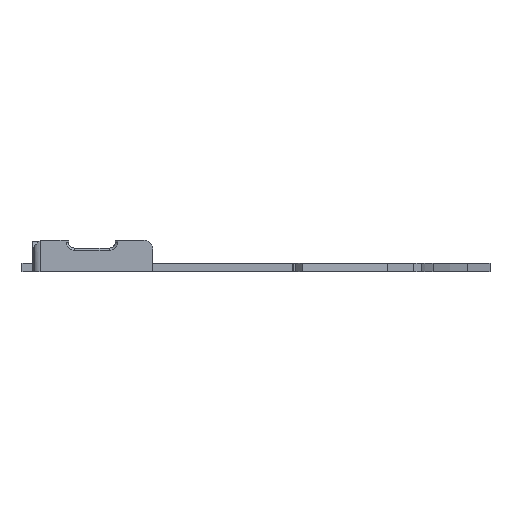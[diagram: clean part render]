
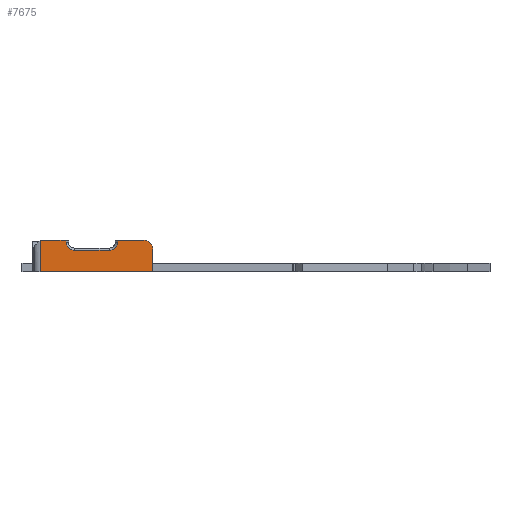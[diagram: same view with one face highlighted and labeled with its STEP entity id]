
A CAD part, left-side view. The second image highlights one B-rep face of the part: STEP entity #7675.
In plain terms, the highlighted planar face has unit normal (-1, 0, 0).
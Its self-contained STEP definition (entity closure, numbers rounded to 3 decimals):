
#20 = DIRECTION ( 'NONE',  ( 0., 0., 1. ) ) ;
#436 = DIRECTION ( 'NONE',  ( 0., -1., 0. ) ) ;
#444 = VERTEX_POINT ( 'NONE', #3239 ) ;
#804 = CIRCLE ( 'NONE', #30680, 1.7 ) ;
#1414 = CARTESIAN_POINT ( 'NONE',  ( 28.638, -49.155, 4.195 ) ) ;
#1879 = EDGE_CURVE ( 'NONE', #24428, #29692, #4231, .T. ) ;
#2427 = VERTEX_POINT ( 'NONE', #23553 ) ;
#2896 = CIRCLE ( 'NONE', #15578, 1.7 ) ;
#2918 = ORIENTED_EDGE ( 'NONE', *, *, #1879, .T. ) ;
#3239 = CARTESIAN_POINT ( 'NONE',  ( 28.638, -71.9, 2.395 ) ) ;
#3781 = DIRECTION ( 'NONE',  ( 0., 0.826, -0.563 ) ) ;
#4084 = DIRECTION ( 'NONE',  ( 0., 1., 0. ) ) ;
#4185 = DIRECTION ( 'NONE',  ( 0., -1., 0. ) ) ;
#4231 = LINE ( 'NONE', #30558, #18661 ) ;
#4534 = VECTOR ( 'NONE', #4084, 1000. ) ;
#4823 = CARTESIAN_POINT ( 'NONE',  ( 28.638, -54.4, 3.81 ) ) ;
#5439 = EDGE_CURVE ( 'NONE', #10550, #26877, #33632, .T. ) ;
#5901 = DIRECTION ( 'NONE',  ( -1., 0., 0. ) ) ;
#6207 = DIRECTION ( 'NONE',  ( 0., 0., -1. ) ) ;
#6230 = EDGE_CURVE ( 'NONE', #444, #26877, #9751, .T. ) ;
#6381 = LINE ( 'NONE', #14184, #11972 ) ;
#6678 = LINE ( 'NONE', #11884, #4534 ) ;
#6758 = EDGE_LOOP ( 'NONE', ( #2918, #26828, #7860, #13851, #30019, #24607, #9900, #14392, #27178, #12970, #20657, #17840 ) ) ;
#7076 = CARTESIAN_POINT ( 'NONE',  ( 28.638, -64.8, 3.81 ) ) ;
#7403 = VERTEX_POINT ( 'NONE', #29303 ) ;
#7675 = ADVANCED_FACE ( 'NONE', ( #18159 ), #17987, .T. ) ;
#7860 = ORIENTED_EDGE ( 'NONE', *, *, #22394, .F. ) ;
#7950 = VERTEX_POINT ( 'NONE', #7076 ) ;
#8099 = AXIS2_PLACEMENT_3D ( 'NONE', #29634, #5901, #21137 ) ;
#8723 = EDGE_CURVE ( 'NONE', #9192, #18209, #2896, .T. ) ;
#9192 = VERTEX_POINT ( 'NONE', #4823 ) ;
#9312 = CARTESIAN_POINT ( 'NONE',  ( 28.638, -47.969, 3.309 ) ) ;
#9751 = CIRCLE ( 'NONE', #8099, 1.8 ) ;
#9900 = ORIENTED_EDGE ( 'NONE', *, *, #25080, .F. ) ;
#10217 = DIRECTION ( 'NONE',  ( -1., 0., 0. ) ) ;
#10509 = EDGE_CURVE ( 'NONE', #2427, #29692, #6678, .T. ) ;
#10550 = VERTEX_POINT ( 'NONE', #17228 ) ;
#10556 = DIRECTION ( 'NONE',  ( 0., 1., 0. ) ) ;
#10582 = LINE ( 'NONE', #15937, #26132 ) ;
#11884 = CARTESIAN_POINT ( 'NONE',  ( 28.638, -71.9, -2.2 ) ) ;
#11972 = VECTOR ( 'NONE', #6207, 1000. ) ;
#11992 = VECTOR ( 'NONE', #4185, 1000. ) ;
#11998 = DIRECTION ( 'NONE',  ( 0., 0., -1. ) ) ;
#12219 = AXIS2_PLACEMENT_3D ( 'NONE', #23372, #33628, #12485 ) ;
#12485 = DIRECTION ( 'NONE',  ( 0., 0., 1. ) ) ;
#12970 = ORIENTED_EDGE ( 'NONE', *, *, #14743, .F. ) ;
#13432 = VECTOR ( 'NONE', #20191, 1000. ) ;
#13606 = LINE ( 'NONE', #24164, #14632 ) ;
#13851 = ORIENTED_EDGE ( 'NONE', *, *, #6230, .T. ) ;
#14184 = CARTESIAN_POINT ( 'NONE',  ( 28.638, -54.4, 1.655 ) ) ;
#14392 = ORIENTED_EDGE ( 'NONE', *, *, #15255, .F. ) ;
#14589 = CARTESIAN_POINT ( 'NONE',  ( 28.638, -71.9, -2. ) ) ;
#14632 = VECTOR ( 'NONE', #436, 1000. ) ;
#14743 = EDGE_CURVE ( 'NONE', #33490, #9192, #6381, .T. ) ;
#14755 = LINE ( 'NONE', #14589, #28910 ) ;
#15230 = CARTESIAN_POINT ( 'NONE',  ( 28.638, -56.1, 2.11 ) ) ;
#15255 = EDGE_CURVE ( 'NONE', #18209, #22814, #33880, .T. ) ;
#15578 = AXIS2_PLACEMENT_3D ( 'NONE', #31022, #10217, #10556 ) ;
#15937 = CARTESIAN_POINT ( 'NONE',  ( 28.638, -64.8, 2.24 ) ) ;
#16927 = EDGE_CURVE ( 'NONE', #7950, #10550, #10582, .T. ) ;
#17228 = CARTESIAN_POINT ( 'NONE',  ( 28.638, -64.8, 4.195 ) ) ;
#17642 = CARTESIAN_POINT ( 'NONE',  ( 28.638, -54.4, 4.195 ) ) ;
#17840 = ORIENTED_EDGE ( 'NONE', *, *, #33748, .T. ) ;
#17987 = PLANE ( 'NONE',  #12219 ) ;
#18159 = FACE_OUTER_BOUND ( 'NONE', #6758, .T. ) ;
#18209 = VERTEX_POINT ( 'NONE', #15230 ) ;
#18661 = VECTOR ( 'NONE', #19452, 1000. ) ;
#19452 = DIRECTION ( 'NONE',  ( 0., 0., -1. ) ) ;
#20191 = DIRECTION ( 'NONE',  ( 0., -1., 0. ) ) ;
#20657 = ORIENTED_EDGE ( 'NONE', *, *, #24687, .F. ) ;
#21137 = DIRECTION ( 'NONE',  ( 0., -1., 0. ) ) ;
#22337 = DIRECTION ( 'NONE',  ( 0., 0., -1. ) ) ;
#22394 = EDGE_CURVE ( 'NONE', #444, #2427, #14755, .T. ) ;
#22814 = VERTEX_POINT ( 'NONE', #28396 ) ;
#22966 = CARTESIAN_POINT ( 'NONE',  ( 28.638, -55.378, 2.11 ) ) ;
#23372 = CARTESIAN_POINT ( 'NONE',  ( 28.638, -71.9, -2. ) ) ;
#23553 = CARTESIAN_POINT ( 'NONE',  ( 28.638, -71.9, -2.2 ) ) ;
#23938 = CARTESIAN_POINT ( 'NONE',  ( 28.638, -63.1, 3.81 ) ) ;
#23999 = CARTESIAN_POINT ( 'NONE',  ( 28.638, -70.1, 4.195 ) ) ;
#24164 = CARTESIAN_POINT ( 'NONE',  ( 28.638, -49.155, 4.195 ) ) ;
#24382 = CARTESIAN_POINT ( 'NONE',  ( 28.638, -49.155, -2.2 ) ) ;
#24428 = VERTEX_POINT ( 'NONE', #33229 ) ;
#24607 = ORIENTED_EDGE ( 'NONE', *, *, #16927, .F. ) ;
#24687 = EDGE_CURVE ( 'NONE', #7403, #33490, #13606, .T. ) ;
#25080 = EDGE_CURVE ( 'NONE', #22814, #7950, #804, .T. ) ;
#26132 = VECTOR ( 'NONE', #20, 1000. ) ;
#26297 = VECTOR ( 'NONE', #3781, 1000. ) ;
#26828 = ORIENTED_EDGE ( 'NONE', *, *, #10509, .F. ) ;
#26877 = VERTEX_POINT ( 'NONE', #23999 ) ;
#27178 = ORIENTED_EDGE ( 'NONE', *, *, #8723, .F. ) ;
#27336 = LINE ( 'NONE', #9312, #26297 ) ;
#28396 = CARTESIAN_POINT ( 'NONE',  ( 28.638, -63.1, 2.11 ) ) ;
#28910 = VECTOR ( 'NONE', #11998, 1000. ) ;
#29154 = DIRECTION ( 'NONE',  ( -1., 0., 0. ) ) ;
#29303 = CARTESIAN_POINT ( 'NONE',  ( 28.638, -49.269, 4.195 ) ) ;
#29634 = CARTESIAN_POINT ( 'NONE',  ( 28.638, -70.1, 2.395 ) ) ;
#29692 = VERTEX_POINT ( 'NONE', #24382 ) ;
#30019 = ORIENTED_EDGE ( 'NONE', *, *, #5439, .F. ) ;
#30558 = CARTESIAN_POINT ( 'NONE',  ( 28.638, -49.155, -2. ) ) ;
#30680 = AXIS2_PLACEMENT_3D ( 'NONE', #23938, #29154, #22337 ) ;
#31022 = CARTESIAN_POINT ( 'NONE',  ( 28.638, -56.1, 3.81 ) ) ;
#33229 = CARTESIAN_POINT ( 'NONE',  ( 28.638, -49.155, 4.117 ) ) ;
#33490 = VERTEX_POINT ( 'NONE', #17642 ) ;
#33628 = DIRECTION ( 'NONE',  ( -1., 0., 0. ) ) ;
#33632 = LINE ( 'NONE', #1414, #11992 ) ;
#33748 = EDGE_CURVE ( 'NONE', #7403, #24428, #27336, .T. ) ;
#33880 = LINE ( 'NONE', #22966, #13432 ) ;
